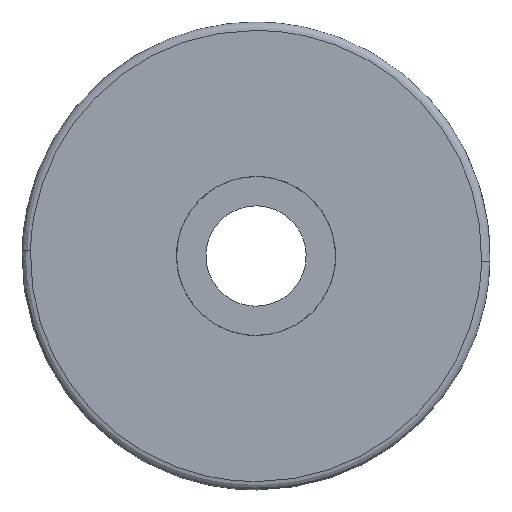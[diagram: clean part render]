
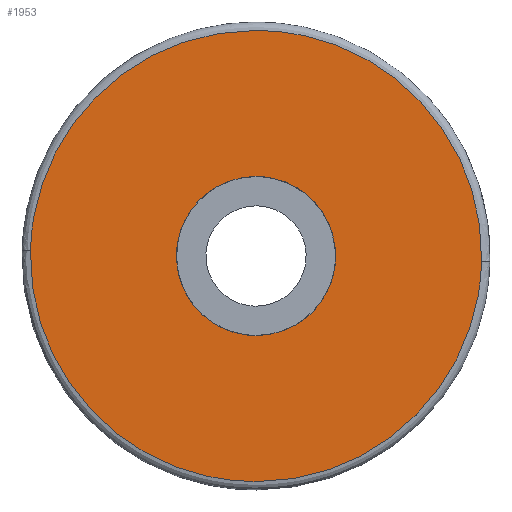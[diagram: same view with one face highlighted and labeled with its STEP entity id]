
A CAD part, front view. The second image highlights one B-rep face of the part: STEP entity #1953.
In plain terms, the highlighted free-form (B-spline) face has degree [1, 1] with [2, 2] control points.
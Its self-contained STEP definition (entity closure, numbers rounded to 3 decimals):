
#813=CARTESIAN_POINT('',(-4.727,0.,0.562));
#814=VERTEX_POINT('',#813);
#820=CARTESIAN_POINT('',(0.0,0.0,-4.76));
#821=VERTEX_POINT('',#820);
#822=CARTESIAN_POINT('',(-4.727,0.,0.562));
#823=CARTESIAN_POINT('',(-4.76,0.0,0.282));
#824=CARTESIAN_POINT('',(-4.76,0.0,0.0));
#825=CARTESIAN_POINT('',(-4.76,0.0,-4.76));
#826=CARTESIAN_POINT('',(0.0,0.0,-4.76));
#834=(BOUNDED_CURVE()B_SPLINE_CURVE(2,(#822,#823,#824,#825,#826),.UNSPECIFIED.,.F.,.U.)B_SPLINE_CURVE_WITH_KNOTS((3,2,3),(0.23,0.25,0.5),.UNSPECIFIED.)CURVE()GEOMETRIC_REPRESENTATION_ITEM()RATIONAL_B_SPLINE_CURVE((0.956,0.976,1.0,0.707,1.0))REPRESENTATION_ITEM(''));
#835=EDGE_CURVE('',#814,#821,#834,.T.);
#837=CARTESIAN_POINT('',(4.751,0.,-0.291));
#838=VERTEX_POINT('',#837);
#839=CARTESIAN_POINT('',(0.0,0.0,-4.76));
#840=CARTESIAN_POINT('',(4.478,0.0,-4.76));
#841=CARTESIAN_POINT('',(4.751,0.,-0.291));
#849=(BOUNDED_CURVE()B_SPLINE_CURVE(2,(#839,#840,#841),.UNSPECIFIED.,.F.,.U.)B_SPLINE_CURVE_WITH_KNOTS((3,3),(0.5,0.739),.UNSPECIFIED.)CURVE()GEOMETRIC_REPRESENTATION_ITEM()RATIONAL_B_SPLINE_CURVE((1.0,0.72,0.976))REPRESENTATION_ITEM(''));
#850=EDGE_CURVE('',#821,#838,#849,.T.);
#924=CARTESIAN_POINT('',(0.0,0.0,4.76));
#925=VERTEX_POINT('',#924);
#926=CARTESIAN_POINT('',(4.751,0.,-0.291));
#927=CARTESIAN_POINT('',(4.76,0.0,-0.145));
#928=CARTESIAN_POINT('',(4.76,0.0,0.0));
#929=CARTESIAN_POINT('',(4.76,0.0,4.76));
#930=CARTESIAN_POINT('',(0.0,0.0,4.76));
#938=(BOUNDED_CURVE()B_SPLINE_CURVE(2,(#926,#927,#928,#929,#930),.UNSPECIFIED.,.F.,.U.)B_SPLINE_CURVE_WITH_KNOTS((3,2,3),(0.739,0.75,1.0),.UNSPECIFIED.)CURVE()GEOMETRIC_REPRESENTATION_ITEM()RATIONAL_B_SPLINE_CURVE((0.976,0.988,1.0,0.707,1.0))REPRESENTATION_ITEM(''));
#939=EDGE_CURVE('',#838,#925,#938,.T.);
#941=CARTESIAN_POINT('',(0.0,0.0,4.76));
#942=CARTESIAN_POINT('',(-4.228,0.0,4.76));
#943=CARTESIAN_POINT('',(-4.727,0.,0.562));
#951=(BOUNDED_CURVE()B_SPLINE_CURVE(2,(#941,#942,#943),.UNSPECIFIED.,.F.,.U.)B_SPLINE_CURVE_WITH_KNOTS((3,3),(0.0,0.23),.UNSPECIFIED.)CURVE()GEOMETRIC_REPRESENTATION_ITEM()RATIONAL_B_SPLINE_CURVE((1.0,0.731,0.956))REPRESENTATION_ITEM(''));
#952=EDGE_CURVE('',#925,#814,#951,.T.);
#1599=CARTESIAN_POINT('',(-13.496,0.,0.339));
#1600=VERTEX_POINT('',#1599);
#1601=CARTESIAN_POINT('',(0.0,0.,-13.5));
#1602=VERTEX_POINT('',#1601);
#1603=CARTESIAN_POINT('',(-13.496,0.,0.339));
#1604=CARTESIAN_POINT('',(-13.5,0.,0.17));
#1605=CARTESIAN_POINT('',(-13.5,0.,0.));
#1606=CARTESIAN_POINT('',(-13.5,0.,-13.5));
#1607=CARTESIAN_POINT('',(0.0,0.,-13.5));
#1615=(BOUNDED_CURVE()B_SPLINE_CURVE(2,(#1603,#1604,#1605,#1606,#1607),.UNSPECIFIED.,.F.,.U.)B_SPLINE_CURVE_WITH_KNOTS((3,2,3),(0.746,0.75,1.0),.UNSPECIFIED.)CURVE()GEOMETRIC_REPRESENTATION_ITEM()RATIONAL_B_SPLINE_CURVE((0.99,0.995,1.0,0.707,1.0))REPRESENTATION_ITEM(''));
#1616=EDGE_CURVE('',#1600,#1602,#1615,.T.);
#1633=CARTESIAN_POINT('',(13.496,0.,-0.339));
#1634=VERTEX_POINT('',#1633);
#1648=CARTESIAN_POINT('',(0.0,0.,-13.5));
#1649=CARTESIAN_POINT('',(13.165,0.,-13.5));
#1650=CARTESIAN_POINT('',(13.496,0.,-0.339));
#1658=(BOUNDED_CURVE()B_SPLINE_CURVE(2,(#1648,#1649,#1650),.UNSPECIFIED.,.F.,.U.)B_SPLINE_CURVE_WITH_KNOTS((3,3),(0.0,0.246),.UNSPECIFIED.)CURVE()GEOMETRIC_REPRESENTATION_ITEM()RATIONAL_B_SPLINE_CURVE((1.0,0.712,0.99))REPRESENTATION_ITEM(''));
#1659=EDGE_CURVE('',#1602,#1634,#1658,.T.);
#1687=CARTESIAN_POINT('',(0.0,0.,13.5));
#1688=VERTEX_POINT('',#1687);
#1689=CARTESIAN_POINT('',(0.0,0.,13.5));
#1690=CARTESIAN_POINT('',(-13.165,0.,13.5));
#1691=CARTESIAN_POINT('',(-13.496,0.,0.339));
#1699=(BOUNDED_CURVE()B_SPLINE_CURVE(2,(#1689,#1690,#1691),.UNSPECIFIED.,.F.,.U.)B_SPLINE_CURVE_WITH_KNOTS((3,3),(0.5,0.746),.UNSPECIFIED.)CURVE()GEOMETRIC_REPRESENTATION_ITEM()RATIONAL_B_SPLINE_CURVE((1.0,0.712,0.99))REPRESENTATION_ITEM(''));
#1700=EDGE_CURVE('',#1688,#1600,#1699,.T.);
#1702=CARTESIAN_POINT('',(13.496,0.,-0.339));
#1703=CARTESIAN_POINT('',(13.5,0.,-0.17));
#1704=CARTESIAN_POINT('',(13.5,0.,0.));
#1705=CARTESIAN_POINT('',(13.5,0.,13.5));
#1706=CARTESIAN_POINT('',(0.0,0.,13.5));
#1714=(BOUNDED_CURVE()B_SPLINE_CURVE(2,(#1702,#1703,#1704,#1705,#1706),.UNSPECIFIED.,.F.,.U.)B_SPLINE_CURVE_WITH_KNOTS((3,2,3),(0.246,0.25,0.5),.UNSPECIFIED.)CURVE()GEOMETRIC_REPRESENTATION_ITEM()RATIONAL_B_SPLINE_CURVE((0.99,0.995,1.0,0.707,1.0))REPRESENTATION_ITEM(''));
#1715=EDGE_CURVE('',#1634,#1688,#1714,.T.);
#1936=CARTESIAN_POINT('',(-14.844,0.,-14.849));
#1937=CARTESIAN_POINT('',(-14.844,0.,14.849));
#1938=CARTESIAN_POINT('',(14.844,0.,-14.849));
#1939=CARTESIAN_POINT('',(14.844,0.,14.849));
#1940=B_SPLINE_SURFACE_WITH_KNOTS('',1,1,((#1936,#1938),(#1937,#1939)),.UNSPECIFIED.,.F.,.F.,.U.,(2,2),(2,2),(0.0,29.697),(0.0,29.688),.UNSPECIFIED.);
#1941=ORIENTED_EDGE('',*,*,#1659,.T.);
#1942=ORIENTED_EDGE('',*,*,#1715,.T.);
#1943=ORIENTED_EDGE('',*,*,#1700,.T.);
#1944=ORIENTED_EDGE('',*,*,#1616,.T.);
#1945=EDGE_LOOP('',(#1941,#1942,#1943,#1944));
#1946=FACE_OUTER_BOUND('',#1945,.T.);
#1947=ORIENTED_EDGE('',*,*,#850,.F.);
#1948=ORIENTED_EDGE('',*,*,#835,.F.);
#1949=ORIENTED_EDGE('',*,*,#952,.F.);
#1950=ORIENTED_EDGE('',*,*,#939,.F.);
#1951=EDGE_LOOP('',(#1947,#1948,#1949,#1950));
#1952=FACE_BOUND('',#1951,.T.);
#1953=ADVANCED_FACE('',(#1946,#1952),#1940,.F.);
